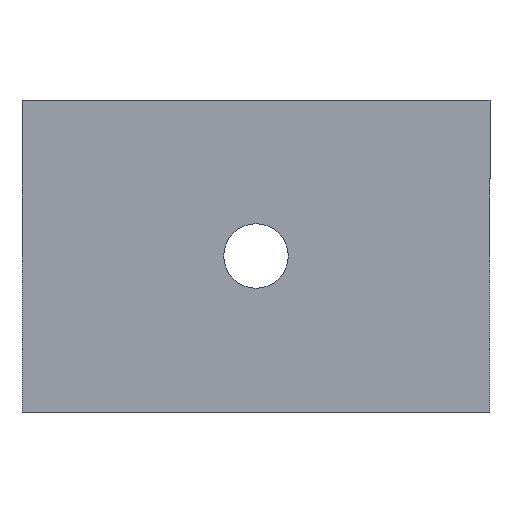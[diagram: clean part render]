
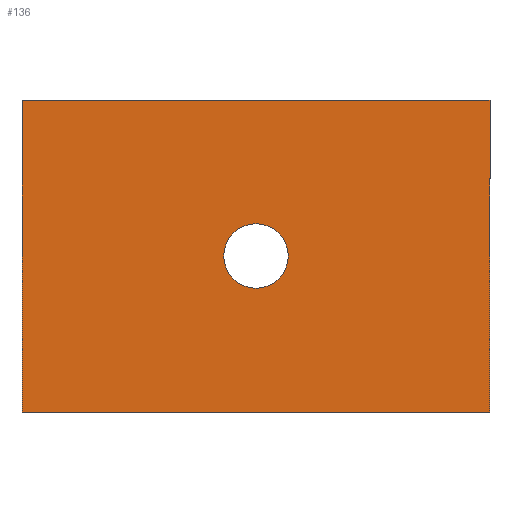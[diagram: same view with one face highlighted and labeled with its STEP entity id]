
A CAD part, front view. The second image highlights one B-rep face of the part: STEP entity #136.
In plain terms, the highlighted planar face has unit normal (0, -1, 0).
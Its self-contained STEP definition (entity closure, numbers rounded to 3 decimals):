
#5 = VECTOR ( 'NONE', #270, 1000. ) ;
#22 = CIRCLE ( 'NONE', #162, 5.25 ) ;
#24 = LINE ( 'NONE', #245, #5 ) ;
#30 = CIRCLE ( 'NONE', #160, 5.25 ) ;
#33 = FACE_BOUND ( 'NONE', #129, .T. ) ;
#34 = FACE_OUTER_BOUND ( 'NONE', #63, .T. ) ;
#47 = LINE ( 'NONE', #276, #76 ) ;
#49 = LINE ( 'NONE', #274, #58 ) ;
#57 = VECTOR ( 'NONE', #227, 1000. ) ;
#58 = VECTOR ( 'NONE', #307, 1000. ) ;
#63 = EDGE_LOOP ( 'NONE', ( #123, #90, #68, #67 ) ) ;
#67 = ORIENTED_EDGE ( 'NONE', *, *, #168, .F. ) ;
#68 = ORIENTED_EDGE ( 'NONE', *, *, #142, .F. ) ;
#74 = ORIENTED_EDGE ( 'NONE', *, *, #143, .T. ) ;
#76 = VECTOR ( 'NONE', #265, 1000. ) ;
#90 = ORIENTED_EDGE ( 'NONE', *, *, #169, .F. ) ;
#92 = ORIENTED_EDGE ( 'NONE', *, *, #156, .T. ) ;
#112 = LINE ( 'NONE', #268, #57 ) ;
#123 = ORIENTED_EDGE ( 'NONE', *, *, #167, .F. ) ;
#129 = EDGE_LOOP ( 'NONE', ( #74, #92 ) ) ;
#136 = ADVANCED_FACE ( 'NONE', ( #34, #33 ), #204, .F. ) ;
#142 = EDGE_CURVE ( 'NONE', #240, #212, #49, .T. ) ;
#143 = EDGE_CURVE ( 'NONE', #205, #199, #22, .T. ) ;
#149 = AXIS2_PLACEMENT_3D ( 'NONE', #226, #266, #269 ) ;
#156 = EDGE_CURVE ( 'NONE', #199, #205, #30, .T. ) ;
#160 = AXIS2_PLACEMENT_3D ( 'NONE', #284, #194, #288 ) ;
#162 = AXIS2_PLACEMENT_3D ( 'NONE', #300, #197, #198 ) ;
#167 = EDGE_CURVE ( 'NONE', #237, #233, #24, .T. ) ;
#168 = EDGE_CURVE ( 'NONE', #233, #240, #112, .T. ) ;
#169 = EDGE_CURVE ( 'NONE', #212, #237, #47, .T. ) ;
#194 = DIRECTION ( 'NONE',  ( 0., 1., 0. ) ) ;
#197 = DIRECTION ( 'NONE',  ( 0., 1., 0. ) ) ;
#198 = DIRECTION ( 'NONE',  ( 0., 0., 1. ) ) ;
#199 = VERTEX_POINT ( 'NONE', #255 ) ;
#204 = PLANE ( 'NONE',  #149 ) ;
#205 = VERTEX_POINT ( 'NONE', #287 ) ;
#210 = CARTESIAN_POINT ( 'NONE',  ( -38.1, 0., 25.4 ) ) ;
#212 = VERTEX_POINT ( 'NONE', #210 ) ;
#224 = CARTESIAN_POINT ( 'NONE',  ( 38.1, 0., 25.4 ) ) ;
#226 = CARTESIAN_POINT ( 'NONE',  ( 38.1, 0., 25.4 ) ) ;
#227 = DIRECTION ( 'NONE',  ( -1., 0., 0. ) ) ;
#233 = VERTEX_POINT ( 'NONE', #252 ) ;
#237 = VERTEX_POINT ( 'NONE', #224 ) ;
#238 = CARTESIAN_POINT ( 'NONE',  ( -38.1, 0., -25.4 ) ) ;
#240 = VERTEX_POINT ( 'NONE', #238 ) ;
#245 = CARTESIAN_POINT ( 'NONE',  ( 38.1, 0., -25.4 ) ) ;
#252 = CARTESIAN_POINT ( 'NONE',  ( 38.1, 0., -25.4 ) ) ;
#255 = CARTESIAN_POINT ( 'NONE',  ( 0., 0., 5.25 ) ) ;
#265 = DIRECTION ( 'NONE',  ( 1., 0., 0. ) ) ;
#266 = DIRECTION ( 'NONE',  ( 0., 1., 0. ) ) ;
#268 = CARTESIAN_POINT ( 'NONE',  ( -38.1, 0., -25.4 ) ) ;
#269 = DIRECTION ( 'NONE',  ( 0., 0., 1. ) ) ;
#270 = DIRECTION ( 'NONE',  ( 0., 0., -1. ) ) ;
#274 = CARTESIAN_POINT ( 'NONE',  ( -38.1, 0., -25.4 ) ) ;
#276 = CARTESIAN_POINT ( 'NONE',  ( -38.1, 0., 25.4 ) ) ;
#284 = CARTESIAN_POINT ( 'NONE',  ( 0., 0., 0. ) ) ;
#287 = CARTESIAN_POINT ( 'NONE',  ( 0., 0., -5.25 ) ) ;
#288 = DIRECTION ( 'NONE',  ( 0., 0., 1. ) ) ;
#300 = CARTESIAN_POINT ( 'NONE',  ( 0., 0., 0. ) ) ;
#307 = DIRECTION ( 'NONE',  ( 0., 0., 1. ) ) ;
